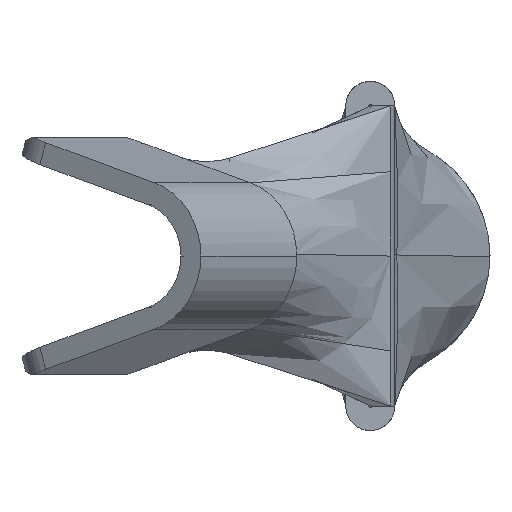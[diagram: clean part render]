
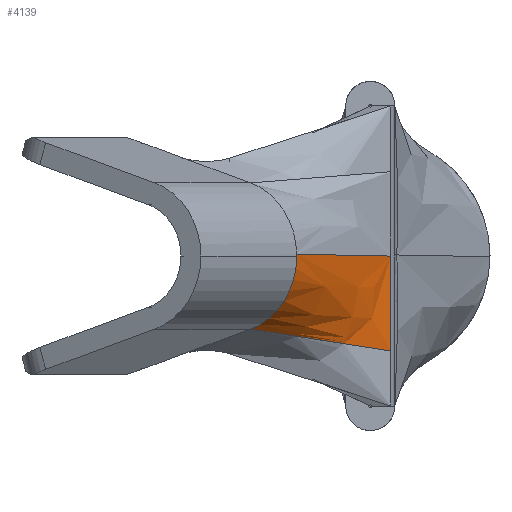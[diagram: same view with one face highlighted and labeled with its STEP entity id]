
A CAD part, left-side view. The second image highlights one B-rep face of the part: STEP entity #4139.
In plain terms, the highlighted free-form (B-spline) face has degree [3, 3] with [4, 9] control points.
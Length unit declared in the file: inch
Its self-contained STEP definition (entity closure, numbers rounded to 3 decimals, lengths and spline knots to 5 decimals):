
#86 = VERTEX_POINT ( 'NONE', #5231 ) ;
#176 = CARTESIAN_POINT ( 'NONE',  ( -2.00138, 0.03462, 0.00111 ) ) ;
#199 = CARTESIAN_POINT ( 'NONE',  ( -1.8953, -0.02664, -0.04132 ) ) ;
#225 = CARTESIAN_POINT ( 'NONE',  ( -2.01358, 0.09515, -0.10474 ) ) ;
#239 = ORIENTED_EDGE ( 'NONE', *, *, #4577, .T. ) ;
#477 = VECTOR ( 'NONE', #2192, 39.37008 ) ;
#479 = CARTESIAN_POINT ( 'NONE',  ( -2.10748, 0.09586, 0. ) ) ;
#487 = DIRECTION ( 'NONE',  ( 0., 0., 1. ) ) ;
#623 = CARTESIAN_POINT ( 'NONE',  ( -1.8953, -0.02664, -0.12375 ) ) ;
#658 = CARTESIAN_POINT ( 'NONE',  ( -2.05748, 0.18246, 0. ) ) ;
#746 = CARTESIAN_POINT ( 'NONE',  ( -1.93066, -0.00622, 0.00031 ) ) ;
#770 = CARTESIAN_POINT ( 'NONE',  ( -2.08277, 0.10926, -0.08106 ) ) ;
#796 = CARTESIAN_POINT ( 'NONE',  ( -1.95444, 0.03425, -0.11425 ) ) ;
#878 = ORIENTED_EDGE ( 'NONE', *, *, #2264, .T. ) ;
#1213 = DIRECTION ( 'NONE',  ( 0.5, 0.866, 0. ) ) ;
#1304 = CARTESIAN_POINT ( 'NONE',  ( -1.8953, -0.02664, -0.0001 ) ) ;
#1329 = CARTESIAN_POINT ( 'NONE',  ( -2.02535, 0.06727, -0.08052 ) ) ;
#1354 = CARTESIAN_POINT ( 'NONE',  ( -1.90516, -0.01649, -0.12217 ) ) ;
#1766 = CIRCLE ( 'NONE', #3216, 0.1 ) ;
#1869 = CARTESIAN_POINT ( 'NONE',  ( -2.09613, 0.08818, -0.0437 ) ) ;
#1894 = CARTESIAN_POINT ( 'NONE',  ( -1.95869, 0.01974, -0.08114 ) ) ;
#1986 = FACE_OUTER_BOUND ( 'NONE', #2643, .T. ) ;
#2126 = CARTESIAN_POINT ( 'NONE',  ( -2.07273, 0.15605, -0.09523 ) ) ;
#2192 = DIRECTION ( 'NONE',  ( 0.866, -0.5, -0.01 ) ) ;
#2256 = ORIENTED_EDGE ( 'NONE', *, *, #2604, .F. ) ;
#2264 = EDGE_CURVE ( 'NONE', #4538, #3200, #3730, .T. ) ;
#2437 = CARTESIAN_POINT ( 'NONE',  ( -2.03742, 0.05462, -0.04356 ) ) ;
#2461 = CARTESIAN_POINT ( 'NONE',  ( -1.90555, -0.01909, -0.08227 ) ) ;
#2464 = DIRECTION ( 'NONE',  ( 0.866, -0.5, 0. ) ) ;
#2526 = ORIENTED_EDGE ( 'NONE', *, *, #4391, .T. ) ;
#2604 = EDGE_CURVE ( 'NONE', #2808, #86, #6696, .T. ) ;
#2643 = EDGE_LOOP ( 'NONE', ( #2526, #4360, #878, #239, #2256 ) ) ;
#2670 = VECTOR ( 'NONE', #487, 39.37008 ) ;
#2808 = VERTEX_POINT ( 'NONE', #7024 ) ;
#2988 = CARTESIAN_POINT ( 'NONE',  ( -1.96661, 0.01415, -0.04273 ) ) ;
#3011 = CARTESIAN_POINT ( 'NONE',  ( -2.07273, 0.15605, -0.09523 ) ) ;
#3027 =( BOUNDED_SURFACE ( )  B_SPLINE_SURFACE ( 3, 3, ( 
 ( #5831, #4651, #6980, #3535, #176, #4103, #746, #4677, #1304 ),
 ( #5258, #1869, #5858, #2437, #6437, #2988, #7007, #3563, #199 ),
 ( #4124, #770, #4703, #1329, #5289, #1894, #5880, #2461, #6461 ),
 ( #3011, #7031, #3588, #225, #4147, #796, #4730, #1354, #5319 ) ),
 .UNSPECIFIED., .F., .F., .F. ) 
 B_SPLINE_SURFACE_WITH_KNOTS ( ( 4, 4 ),
 ( 4, 1, 1, 1, 1, 1, 4 ),
 ( 0.5, 0.75 ),
 ( 0., 0.16667, 0.33333, 0.5, 0.66667, 0.83333, 1. ),
 .UNSPECIFIED. ) 
 GEOMETRIC_REPRESENTATION_ITEM ( )  RATIONAL_B_SPLINE_SURFACE ( (
 ( 1., 1., 1., 1., 1., 1., 1., 1., 1.),
 ( 0.867, 0.867, 0.881, 0.914, 0.934, 0.954, 0.987, 1., 1.),
 ( 0.867, 0.867, 0.881, 0.914, 0.934, 0.954, 0.987, 1., 1.),
 ( 1., 1., 1., 1., 1., 1., 1., 1., 1.) ) ) 
 REPRESENTATION_ITEM ( '' )  SURFACE ( )  );
#3200 = VERTEX_POINT ( 'NONE', #623 ) ;
#3216 = AXIS2_PLACEMENT_3D ( 'NONE', #658, #4578, #1213 ) ;
#3535 = CARTESIAN_POINT ( 'NONE',  ( -2.03674, 0.05504, 0.00151 ) ) ;
#3538 = CARTESIAN_POINT ( 'NONE',  ( -1.98401, 0.0647, -0.10949 ) ) ;
#3563 = CARTESIAN_POINT ( 'NONE',  ( -1.90711, -0.01988, -0.04156 ) ) ;
#3588 = CARTESIAN_POINT ( 'NONE',  ( -2.04316, 0.1256, -0.09999 ) ) ;
#3730 = LINE ( 'NONE', #3538, #5233 ) ;
#4103 = CARTESIAN_POINT ( 'NONE',  ( -1.96602, 0.0142, 0.00071 ) ) ;
#4124 = CARTESIAN_POINT ( 'NONE',  ( -2.09465, 0.11808, -0.08119 ) ) ;
#4139 = ADVANCED_FACE ( 'NONE', ( #1986 ), #3027, .T. ) ;
#4147 = CARTESIAN_POINT ( 'NONE',  ( -1.98401, 0.0647, -0.10949 ) ) ;
#4360 = ORIENTED_EDGE ( 'NONE', *, *, #6497, .T. ) ;
#4391 = EDGE_CURVE ( 'NONE', #2808, #5715, #5245, .T. ) ;
#4538 = VERTEX_POINT ( 'NONE', #2126 ) ;
#4577 = EDGE_CURVE ( 'NONE', #3200, #86, #6254, .T. ) ;
#4578 = DIRECTION ( 'NONE',  ( 0.866, -0.5, 0. ) ) ;
#4651 = CARTESIAN_POINT ( 'NONE',  ( -2.09568, 0.08908, 0.00219 ) ) ;
#4677 = CARTESIAN_POINT ( 'NONE',  ( -1.90709, -0.01983, 0.00004 ) ) ;
#4679 = DIRECTION ( 'NONE',  ( 0.692, -0.713, -0.111 ) ) ;
#4703 = CARTESIAN_POINT ( 'NONE',  ( -2.05956, 0.092, -0.0808 ) ) ;
#4730 = CARTESIAN_POINT ( 'NONE',  ( -1.92487, 0.00381, -0.119 ) ) ;
#4860 = AXIS2_PLACEMENT_3D ( 'NONE', #5884, #2464, #6467 ) ;
#5012 = CARTESIAN_POINT ( 'NONE',  ( -2.00138, 0.03462, 0.00111 ) ) ;
#5231 = CARTESIAN_POINT ( 'NONE',  ( -1.8953, -0.02664, -0.0001 ) ) ;
#5233 = VECTOR ( 'NONE', #4679, 39.37008 ) ;
#5245 = CIRCLE ( 'NONE', #4860, 0.1 ) ;
#5258 = CARTESIAN_POINT ( 'NONE',  ( -2.108, 0.09496, -0.0437 ) ) ;
#5289 = CARTESIAN_POINT ( 'NONE',  ( -1.99175, 0.04347, -0.08073 ) ) ;
#5319 = CARTESIAN_POINT ( 'NONE',  ( -1.8953, -0.02664, -0.12375 ) ) ;
#5715 = VERTEX_POINT ( 'NONE', #479 ) ;
#5831 = CARTESIAN_POINT ( 'NONE',  ( -2.10746, 0.09588, 0.00232 ) ) ;
#5858 = CARTESIAN_POINT ( 'NONE',  ( -2.07293, 0.07492, -0.0437 ) ) ;
#5880 = CARTESIAN_POINT ( 'NONE',  ( -1.92645, -0.00367, -0.08174 ) ) ;
#5884 = CARTESIAN_POINT ( 'NONE',  ( -2.05748, 0.18246, 0. ) ) ;
#6254 = LINE ( 'NONE', #7278, #2670 ) ;
#6437 = CARTESIAN_POINT ( 'NONE',  ( -2.00187, 0.0343, -0.04326 ) ) ;
#6461 = CARTESIAN_POINT ( 'NONE',  ( -1.8953, -0.02664, -0.08253 ) ) ;
#6467 = DIRECTION ( 'NONE',  ( 0.5, 0.866, 0. ) ) ;
#6497 = EDGE_CURVE ( 'NONE', #5715, #4538, #1766, .T. ) ;
#6696 = LINE ( 'NONE', #5012, #477 ) ;
#6980 = CARTESIAN_POINT ( 'NONE',  ( -2.0721, 0.07546, 0.00192 ) ) ;
#7007 = CARTESIAN_POINT ( 'NONE',  ( -1.93121, -0.00609, -0.04206 ) ) ;
#7024 = CARTESIAN_POINT ( 'NONE',  ( -2.10746, 0.09588, 0.00232 ) ) ;
#7031 = CARTESIAN_POINT ( 'NONE',  ( -2.06287, 0.1459, -0.09682 ) ) ;
#7278 = CARTESIAN_POINT ( 'NONE',  ( -1.8953, -0.02664, -0.12375 ) ) ;
